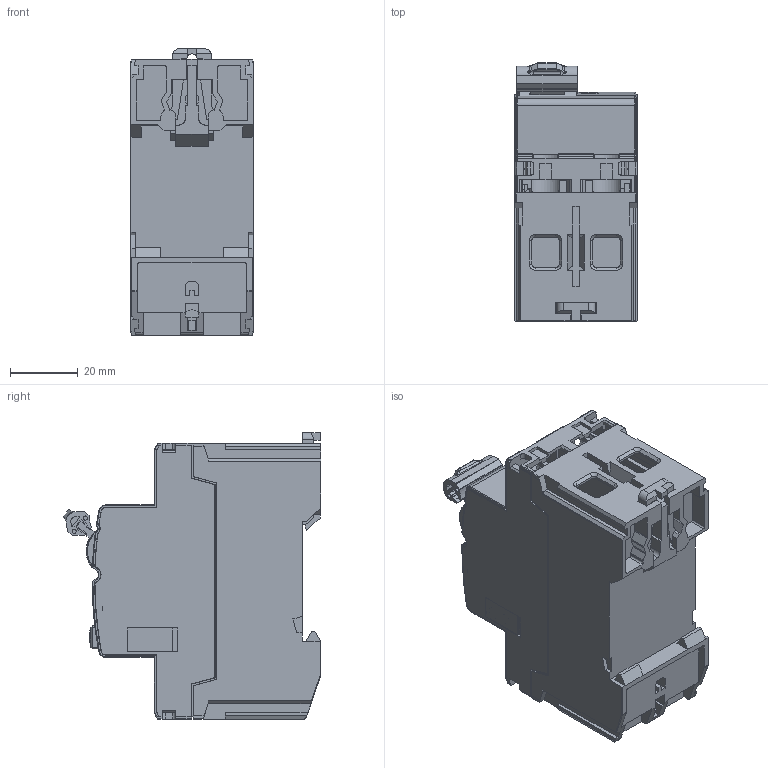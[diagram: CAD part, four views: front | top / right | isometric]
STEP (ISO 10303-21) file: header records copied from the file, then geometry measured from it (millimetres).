
FILE_DESCRIPTION(/* description */ (''),/* implementation_level */ '2;1');
FILE_NAME(/* name */ '17140.stp',/* time_stamp */ '2021-01-20T15:26:14+08:00',/* author */ (''),/* organization */ (''),/* preprocessor_version */ 'ST-DEVELOPER v14',/* originating_system */ 'SIEMENS PLM Software NX 8.0',/* authorisation */ '');
FILE_SCHEMA (('AP203_CONFIGURATION_CONTROLLED_3D_DESIGN_OF_MECHANICAL_PARTS_AND_ASSEMBLIES_MIM_LF { 1 0 10303 403 2 1 2}'));
Products named in the file (1): JS490AEC737981oc
Bounding box: 36 x 76.11 x 84.55 mm (x, y, z)
Volume: 45055.9 mm3; surface area: 63403.9 mm2
Topology: 9 solids, 11 shells, 4111 faces, 11503 edges, 7492 vertices
Faces by surface type: plane 3236, cylinder 665, torus 80, cone 51, bspline 45, sphere 30, extrusion 4
Entity records: 134151 total; most frequent: CARTESIAN_POINT 28821, ORIENTED_EDGE 22992, DIRECTION 20384, EDGE_CURVE 11496, VECTOR 8832, LINE 8828, VERTEX_POINT 7492, AXIS2_PLACEMENT_3D 5776
